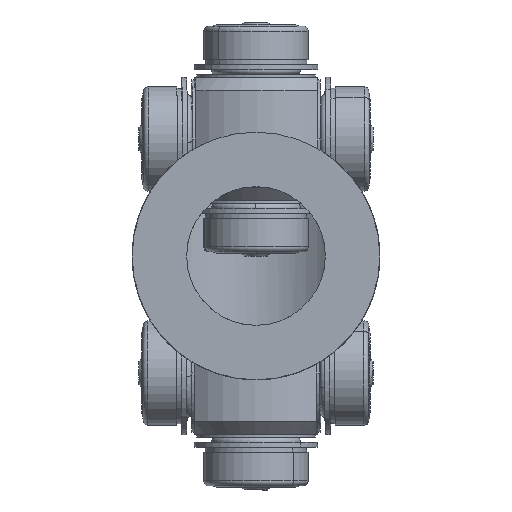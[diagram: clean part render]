
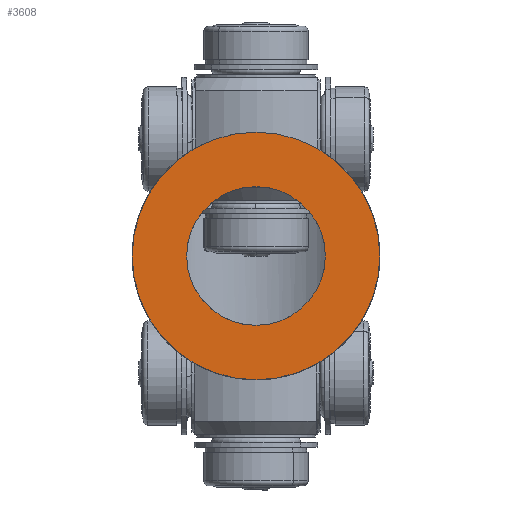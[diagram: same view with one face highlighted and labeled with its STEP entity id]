
A CAD part, left-side view. The second image highlights one B-rep face of the part: STEP entity #3608.
In plain terms, the highlighted face is planar.
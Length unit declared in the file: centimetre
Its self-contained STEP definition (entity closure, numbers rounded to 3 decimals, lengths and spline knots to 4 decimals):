
#966=PLANE('',#3833);
#1061=VERTEX_POINT('',#5300);
#1093=VERTEX_POINT('',#5555);
#1368=CIRCLE('',#3811,0.7);
#1374=CIRCLE('',#3832,1.25);
#1616=EDGE_CURVE('',#1061,#1061,#1368,.T.);
#1660=EDGE_CURVE('',#1093,#1093,#1374,.T.);
#2177=ORIENTED_EDGE('',*,*,#1616,.T.);
#2178=ORIENTED_EDGE('',*,*,#1660,.F.);
#3061=EDGE_LOOP('',(#2177));
#3062=EDGE_LOOP('',(#2178));
#3339=FACE_BOUND('',#3061,.T.);
#3340=FACE_BOUND('',#3062,.T.);
#3608=ADVANCED_FACE('',(#3339,#3340),#966,.T.);
#3811=AXIS2_PLACEMENT_3D('',#5299,#4289,#4290);
#3832=AXIS2_PLACEMENT_3D('',#5554,#4343,#4344);
#3833=AXIS2_PLACEMENT_3D('',#5556,#4345,$);
#4289=DIRECTION('',(0.,0.,-1.));
#4290=DIRECTION('',(0.7,0.,0.));
#4343=DIRECTION('',(0.,0.,-1.));
#4344=DIRECTION('',(1.25,0.,0.));
#4345=DIRECTION('',(0.,0.,1.));
#5299=CARTESIAN_POINT('',(0.,0.,3.55));
#5300=CARTESIAN_POINT('',(-0.7,0.,3.55));
#5554=CARTESIAN_POINT('',(0.,0.,3.55));
#5555=CARTESIAN_POINT('',(1.25,0.,3.55));
#5556=CARTESIAN_POINT('',(0.,0.,3.55));
